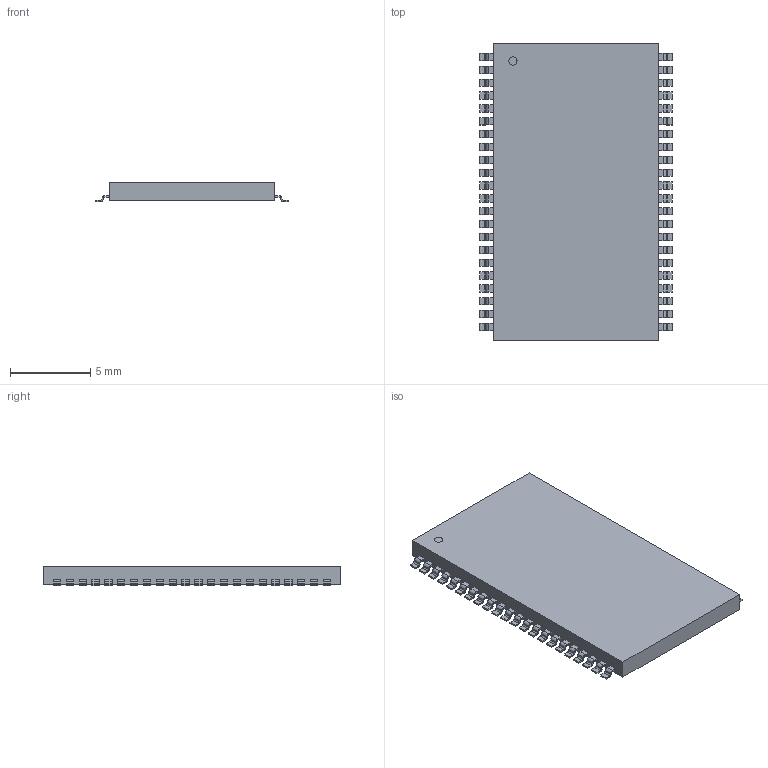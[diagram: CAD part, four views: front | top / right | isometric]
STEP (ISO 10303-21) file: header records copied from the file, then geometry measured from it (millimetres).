
FILE_DESCRIPTION(('STEP AP214'),'1');
FILE_NAME('44L_TSOP-2_400_ISI','2024-12-18T06:28:11',(''),(''),'','','');
FILE_SCHEMA(('AUTOMOTIVE_DESIGN'));
Length unit declared in the file: millimetre
Products named in the file (1): product
Bounding box: 11.96 x 18.54 x 1.2 mm (x, y, z)
Volume: 219.8 mm3; surface area: 499.3 mm2
Topology: 46 solids, 46 shells, 625 faces, 1599 edges, 1066 vertices
Faces by surface type: plane 448, cylinder 177
Full cylindrical faces by diameter (mm): 0.514 x1
Entity records: 18149 total; most frequent: DIRECTION 3206, ORIENTED_EDGE 3196, CARTESIAN_POINT 1871, EDGE_CURVE 1598, LINE 1244, VECTOR 1244, VERTEX_POINT 1066, AXIS2_PLACEMENT_3D 981
